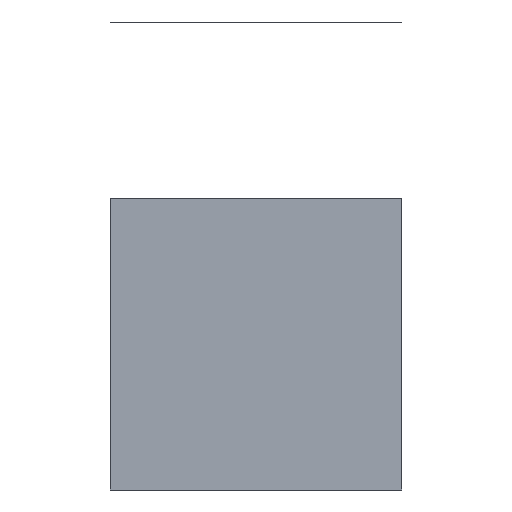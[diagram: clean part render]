
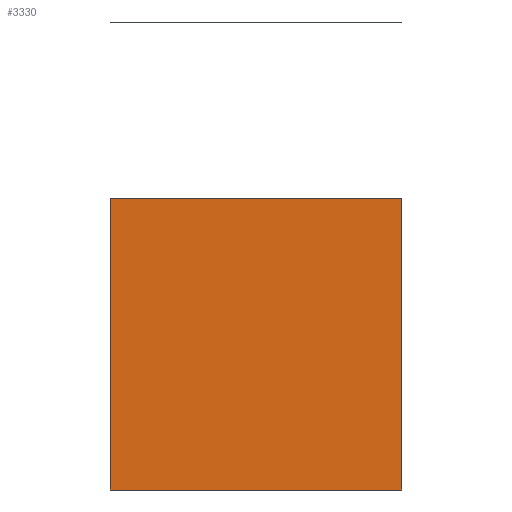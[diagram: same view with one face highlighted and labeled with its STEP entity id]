
A CAD part, left-side view. The second image highlights one B-rep face of the part: STEP entity #3330.
In plain terms, the highlighted planar face has unit normal (-1, 0, 0).
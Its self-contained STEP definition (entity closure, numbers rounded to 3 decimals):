
#2370=CARTESIAN_POINT('',(0.,100.,0.));
#2380=DIRECTION('',(0.,-1.,0.));
#2390=VECTOR('',#2380,1.);
#2400=LINE('',#2370,#2390);
#2410=CARTESIAN_POINT('',(0.,100.,0.));
#2420=VERTEX_POINT('',#2410);
#2430=CARTESIAN_POINT('',(0.,0.,0.));
#2440=VERTEX_POINT('',#2430);
#2450=EDGE_CURVE('',#2420,#2440,#2400,.T.);
#2830=CARTESIAN_POINT('',(0.,100.,100.));
#2840=VERTEX_POINT('',#2830);
#2990=CARTESIAN_POINT('',(0.,0.,100.));
#3000=VERTEX_POINT('',#2990);
#3030=CARTESIAN_POINT('',(0.,100.,100.));
#3040=DIRECTION('',(0.,-1.,0.));
#3050=VECTOR('',#3040,1.);
#3060=LINE('',#3030,#3050);
#3070=EDGE_CURVE('',#2840,#3000,#3060,.T.);
#3120=CARTESIAN_POINT('',(0.,0.,0.));
#3130=DIRECTION('',(-1.,0.,0.));
#3140=DIRECTION('',(0.,1.,0.));
#3150=AXIS2_PLACEMENT_3D('',#3120,#3130,#3140);
#3160=PLANE('',#3150);
#3170=CARTESIAN_POINT('',(0.,100.,0.));
#3180=DIRECTION('',(0.,0.,1.));
#3190=VECTOR('',#3180,1.);
#3200=LINE('',#3170,#3190);
#3210=EDGE_CURVE('',#2420,#2840,#3200,.T.);
#3220=ORIENTED_EDGE('',*,*,#3210,.F.);
#3230=ORIENTED_EDGE('',*,*,#3070,.F.);
#3240=CARTESIAN_POINT('',(0.,0.,0.));
#3250=DIRECTION('',(0.,0.,1.));
#3260=VECTOR('',#3250,1.);
#3270=LINE('',#3240,#3260);
#3280=EDGE_CURVE('',#2440,#3000,#3270,.T.);
#3290=ORIENTED_EDGE('',*,*,#3280,.T.);
#3300=ORIENTED_EDGE('',*,*,#2450,.T.);
#3310=EDGE_LOOP('',(#3300,#3290,#3230,#3220));
#3320=FACE_OUTER_BOUND('',#3310,.T.);
#3330=ADVANCED_FACE('',(#3320),#3160,.T.);
